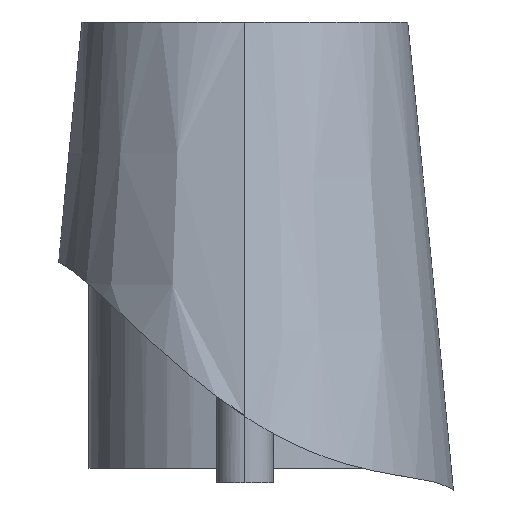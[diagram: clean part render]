
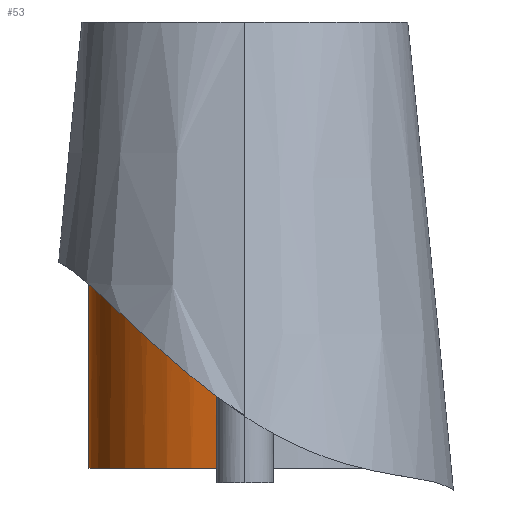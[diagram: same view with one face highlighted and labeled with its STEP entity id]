
A CAD part, left-side view. The second image highlights one B-rep face of the part: STEP entity #53.
In plain terms, the highlighted cylindrical face has radius 11 mm (diameter 22 mm), a partial arc.
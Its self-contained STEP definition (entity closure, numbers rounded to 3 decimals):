
#8 = CARTESIAN_POINT ( 'NONE',  ( -11., -16.5, -6.265 ) ) ;
#53 = ADVANCED_FACE ( 'NONE', ( #1189 ), #1340, .T. ) ;
#58 = EDGE_LOOP ( 'NONE', ( #724, #1680, #199, #522 ) ) ;
#66 = CARTESIAN_POINT ( 'NONE',  ( 1.055, -5.549, -15.08 ) ) ;
#76 = CARTESIAN_POINT ( 'NONE',  ( -11., -15.656, -6.265 ) ) ;
#85 = CARTESIAN_POINT ( 'NONE',  ( -11., -16.5, -31.5 ) ) ;
#98 = CARTESIAN_POINT ( 'NONE',  ( -9.755, -11.401, -7.288 ) ) ;
#111 = CARTESIAN_POINT ( 'NONE',  ( -4.786, -6.591, -12.427 ) ) ;
#141 = CARTESIAN_POINT ( 'NONE',  ( 10.09, -12.103, -6.997 ) ) ;
#150 = CARTESIAN_POINT ( 'NONE',  ( 3.202, -5.975, -13.881 ) ) ;
#181 = CARTESIAN_POINT ( 'NONE',  ( 0., -16.5, 0. ) ) ;
#199 = ORIENTED_EDGE ( 'NONE', *, *, #1202, .T. ) ;
#216 = VERTEX_POINT ( 'NONE', #1669 ) ;
#219 = CARTESIAN_POINT ( 'NONE',  ( -1.412, -5.589, -14.981 ) ) ;
#231 = CARTESIAN_POINT ( 'NONE',  ( -10.51, -13.23, -6.649 ) ) ;
#253 = CARTESIAN_POINT ( 'NONE',  ( -10.091, -12.105, -6.995 ) ) ;
#275 = CARTESIAN_POINT ( 'NONE',  ( 5.369, -6.88, -11.851 ) ) ;
#316 = CARTESIAN_POINT ( 'NONE',  ( 6.406, -7.537, -10.72 ) ) ;
#384 = CARTESIAN_POINT ( 'NONE',  ( -9.568, -11.06, -7.453 ) ) ;
#406 = CARTESIAN_POINT ( 'NONE',  ( -0.4, -5.505, -15.229 ) ) ;
#417 = CARTESIAN_POINT ( 'NONE',  ( -1.014, -5.545, -15.113 ) ) ;
#426 = CARTESIAN_POINT ( 'NONE',  ( 10.88, -14.826, -6.357 ) ) ;
#455 = CARTESIAN_POINT ( 'NONE',  ( 11., -16.5, -6.265 ) ) ;
#464 = CARTESIAN_POINT ( 'NONE',  ( 10.625, -13.624, -6.556 ) ) ;
#502 = VECTOR ( 'NONE', #1415, 1000. ) ;
#522 = ORIENTED_EDGE ( 'NONE', *, *, #1423, .F. ) ;
#528 = DIRECTION ( 'NONE',  ( 0., 0., 1. ) ) ;
#540 = CARTESIAN_POINT ( 'NONE',  ( 2.012, -5.68, -14.683 ) ) ;
#554 = CARTESIAN_POINT ( 'NONE',  ( -7.836, -8.772, -9.151 ) ) ;
#566 = CARTESIAN_POINT ( 'NONE',  ( -3.929, -6.221, -13.266 ) ) ;
#577 = CARTESIAN_POINT ( 'NONE',  ( -0.812, -5.528, -15.163 ) ) ;
#617 = CARTESIAN_POINT ( 'NONE',  ( 3.041, -5.927, -14.004 ) ) ;
#691 = CARTESIAN_POINT ( 'NONE',  ( -10.904, -14.833, -6.34 ) ) ;
#703 = CARTESIAN_POINT ( 'NONE',  ( -6.871, -7.885, -10.186 ) ) ;
#724 = ORIENTED_EDGE ( 'NONE', *, *, #1371, .T. ) ;
#727 = CARTESIAN_POINT ( 'NONE',  ( -3.631, -6.111, -13.539 ) ) ;
#757 = CARTESIAN_POINT ( 'NONE',  ( 3.97, -6.237, -13.236 ) ) ;
#777 = CARTESIAN_POINT ( 'NONE',  ( 11., -16.5, -31.5 ) ) ;
#846 = CARTESIAN_POINT ( 'NONE',  ( 0.441, -5.507, -15.215 ) ) ;
#869 = CARTESIAN_POINT ( 'NONE',  ( -0.188, -5.5, -15.245 ) ) ;
#883 = CARTESIAN_POINT ( 'NONE',  ( -8.964, -10.114, -8.016 ) ) ;
#884 = LINE ( 'NONE', #1527, #911 ) ;
#911 = VECTOR ( 'NONE', #1557, 1000. ) ;
#918 = CARTESIAN_POINT ( 'NONE',  ( 4.833, -6.599, -12.42 ) ) ;
#928 = CARTESIAN_POINT ( 'NONE',  ( 6.898, -7.908, -10.167 ) ) ;
#938 = LINE ( 'NONE', #1575, #502 ) ;
#950 = CARTESIAN_POINT ( 'NONE',  ( 10.512, -13.235, -6.647 ) ) ;
#1011 = VERTEX_POINT ( 'NONE', #777 ) ;
#1016 = CARTESIAN_POINT ( 'NONE',  ( -10.626, -13.628, -6.557 ) ) ;
#1028 = CARTESIAN_POINT ( 'NONE',  ( 0.851, -5.531, -15.137 ) ) ;
#1038 = DIRECTION ( 'NONE',  ( 0., 0., -1. ) ) ;
#1100 = CARTESIAN_POINT ( 'NONE',  ( 9.585, -11.047, -7.438 ) ) ;
#1140 = B_SPLINE_CURVE_WITH_KNOTS ( 'NONE', 3,
 ( #1178, #76, #691, #1016, #231, #1809, #253, #98, #384, #1362, #883, #1977, #1660, #554, #1536, #703, #1526, #1988, #1341, #111, #1489, #566, #727, #1203, #1843, #1374, #2001, #1190, #219, #417, #577, #406, #869, #1215, #846, #1028, #66, #1966, #540, #1330, #1821, #617, #150, #1744, #757, #918, #275, #316, #928, #1588, #1248, #1267, #1546, #1883, #1100, #141, #1405, #950, #464, #1727, #426, #2050, #1385, #2021, #1237, #455 ),
 .UNSPECIFIED., .F., .F.,
 ( 4, 2, 2, 2, 2, 2, 2, 2, 2, 2, 2, 2, 2, 2, 2, 2, 2, 2, 2, 2, 2, 2, 2, 2, 2, 2, 2, 2, 2, 2, 2, 2, 4 ),
 ( 0.04, 0.042, 0.044, 0.045, 0.046, 0.047, 0.049, 0.05, 0.052, 0.054, 0.055, 0.056, 0.057, 0.058, 0.059, 0.059, 0.06, 0.061, 0.061, 0.062, 0.063, 0.064, 0.065, 0.067, 0.07, 0.071, 0.072, 0.075, 0.076, 0.077, 0.079, 0.079, 0.08 ),
 .UNSPECIFIED. ) ;
#1157 = VERTEX_POINT ( 'NONE', #85 ) ;
#1178 = CARTESIAN_POINT ( 'NONE',  ( -11., -16.5, -6.265 ) ) ;
#1189 = FACE_OUTER_BOUND ( 'NONE', #58, .T. ) ;
#1190 = CARTESIAN_POINT ( 'NONE',  ( -1.605, -5.616, -14.901 ) ) ;
#1202 = EDGE_CURVE ( 'NONE', #1011, #1157, #1645, .T. ) ;
#1203 = CARTESIAN_POINT ( 'NONE',  ( -3.004, -5.913, -14.057 ) ) ;
#1215 = CARTESIAN_POINT ( 'NONE',  ( 0.233, -5.5, -15.238 ) ) ;
#1237 = CARTESIAN_POINT ( 'NONE',  ( 11., -16.288, -6.265 ) ) ;
#1248 = CARTESIAN_POINT ( 'NONE',  ( 7.846, -8.783, -9.141 ) ) ;
#1267 = CARTESIAN_POINT ( 'NONE',  ( 8.305, -9.279, -8.666 ) ) ;
#1330 = CARTESIAN_POINT ( 'NONE',  ( 2.538, -5.795, -14.358 ) ) ;
#1340 = CYLINDRICAL_SURFACE ( 'NONE', #1411, 11. ) ;
#1341 = CARTESIAN_POINT ( 'NONE',  ( -5.331, -6.873, -11.861 ) ) ;
#1362 = CARTESIAN_POINT ( 'NONE',  ( -9.172, -10.416, -7.818 ) ) ;
#1371 = EDGE_CURVE ( 'NONE', #1775, #216, #1140, .T. ) ;
#1374 = CARTESIAN_POINT ( 'NONE',  ( -2.155, -5.712, -14.623 ) ) ;
#1385 = CARTESIAN_POINT ( 'NONE',  ( 10.97, -15.66, -6.288 ) ) ;
#1405 = CARTESIAN_POINT ( 'NONE',  ( 10.245, -12.475, -6.866 ) ) ;
#1411 = AXIS2_PLACEMENT_3D ( 'NONE', #181, #1038, #1831 ) ;
#1415 = DIRECTION ( 'NONE',  ( 0., 0., -1. ) ) ;
#1423 = EDGE_CURVE ( 'NONE', #1775, #1157, #938, .T. ) ;
#1489 = CARTESIAN_POINT ( 'NONE',  ( -4.506, -6.46, -12.711 ) ) ;
#1526 = CARTESIAN_POINT ( 'NONE',  ( -6.373, -7.514, -10.736 ) ) ;
#1527 = CARTESIAN_POINT ( 'NONE',  ( 11., -16.5, 0. ) ) ;
#1536 = CARTESIAN_POINT ( 'NONE',  ( -7.596, -8.537, -9.405 ) ) ;
#1546 = CARTESIAN_POINT ( 'NONE',  ( 8.531, -9.546, -8.44 ) ) ;
#1557 = DIRECTION ( 'NONE',  ( 0., 0., -1. ) ) ;
#1575 = CARTESIAN_POINT ( 'NONE',  ( -11., -16.5, 0. ) ) ;
#1588 = CARTESIAN_POINT ( 'NONE',  ( 7.612, -8.553, -9.391 ) ) ;
#1645 = CIRCLE ( 'NONE', #1806, 11. ) ;
#1660 = CARTESIAN_POINT ( 'NONE',  ( -8.302, -9.276, -8.669 ) ) ;
#1669 = CARTESIAN_POINT ( 'NONE',  ( 11., -16.5, -6.265 ) ) ;
#1680 = ORIENTED_EDGE ( 'NONE', *, *, #1768, .T. ) ;
#1681 = DIRECTION ( 'NONE',  ( -1., 0., 0. ) ) ;
#1727 = CARTESIAN_POINT ( 'NONE',  ( 10.809, -14.42, -6.411 ) ) ;
#1744 = CARTESIAN_POINT ( 'NONE',  ( 3.673, -6.126, -13.501 ) ) ;
#1768 = EDGE_CURVE ( 'NONE', #216, #1011, #884, .T. ) ;
#1775 = VERTEX_POINT ( 'NONE', #8 ) ;
#1806 = AXIS2_PLACEMENT_3D ( 'NONE', #1952, #528, #1681 ) ;
#1809 = CARTESIAN_POINT ( 'NONE',  ( -10.243, -12.47, -6.867 ) ) ;
#1821 = CARTESIAN_POINT ( 'NONE',  ( 2.71, -5.838, -14.243 ) ) ;
#1831 = DIRECTION ( 'NONE',  ( -1., 0., 0. ) ) ;
#1843 = CARTESIAN_POINT ( 'NONE',  ( -2.676, -5.824, -14.302 ) ) ;
#1883 = CARTESIAN_POINT ( 'NONE',  ( 9.188, -10.409, -7.8 ) ) ;
#1952 = CARTESIAN_POINT ( 'NONE',  ( 0., -16.5, -31.5 ) ) ;
#1966 = CARTESIAN_POINT ( 'NONE',  ( 1.646, -5.617, -14.871 ) ) ;
#1977 = CARTESIAN_POINT ( 'NONE',  ( -8.529, -9.544, -8.442 ) ) ;
#1988 = CARTESIAN_POINT ( 'NONE',  ( -5.596, -7.025, -11.578 ) ) ;
#2001 = CARTESIAN_POINT ( 'NONE',  ( -1.976, -5.677, -14.722 ) ) ;
#2021 = CARTESIAN_POINT ( 'NONE',  ( 10.994, -16.079, -6.269 ) ) ;
#2050 = CARTESIAN_POINT ( 'NONE',  ( 10.952, -15.45, -6.302 ) ) ;
